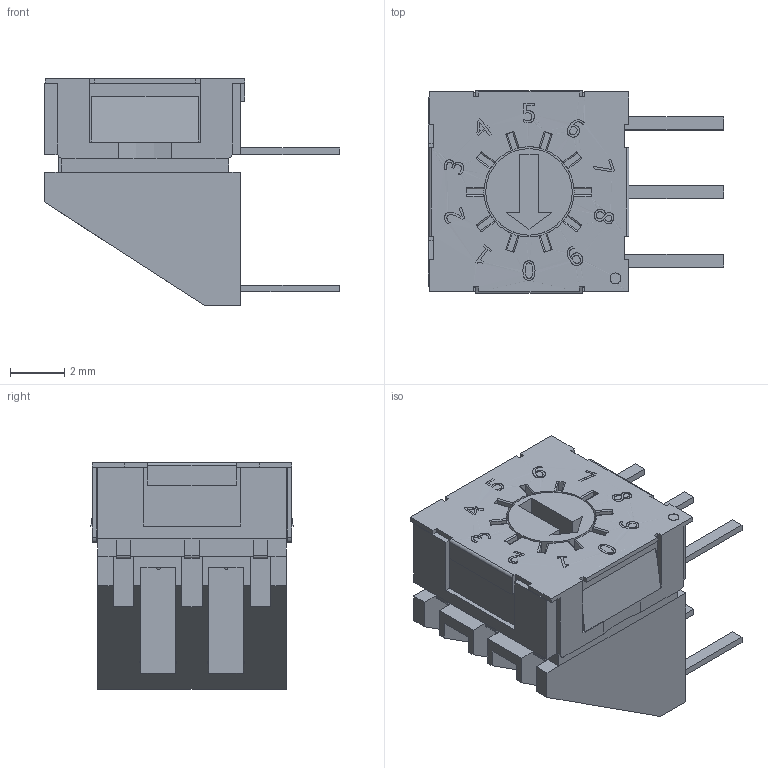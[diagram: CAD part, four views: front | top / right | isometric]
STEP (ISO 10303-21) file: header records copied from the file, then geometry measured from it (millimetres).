
FILE_DESCRIPTION((' '),'2;1');
FILE_NAME('RDMAx10R1T.stp','2017-07-28T14:56:22',(' '),(' '),' ','ACIS',' ');
FILE_SCHEMA(('CONFIG_CONTROL_DESIGN'));
Length unit declared in the file: inch
Products named in the file (1): RDMAx10R1T.stp
Bounding box: 10.92 x 7.49 x 8.4 mm (x, y, z)
Volume: 282.4 mm3; surface area: 593.9 mm2
Topology: 1 solids, 5 shells, 564 faces, 1432 edges, 895 vertices
Faces by surface type: plane 364, bspline 113, cylinder 85, sphere 2
Full cylindrical faces by diameter (mm): 0.4 x1, 0.5 x4, 3.2 x1, 3.34 x1, 6.2 x1, 6.3 x1
Entity records: 17574 total; most frequent: CARTESIAN_POINT 4740, ORIENTED_EDGE 2834, DIRECTION 2212, EDGE_CURVE 1417, VECTOR 998, LINE 998, VERTEX_POINT 890, AXIS2_PLACEMENT_3D 607
